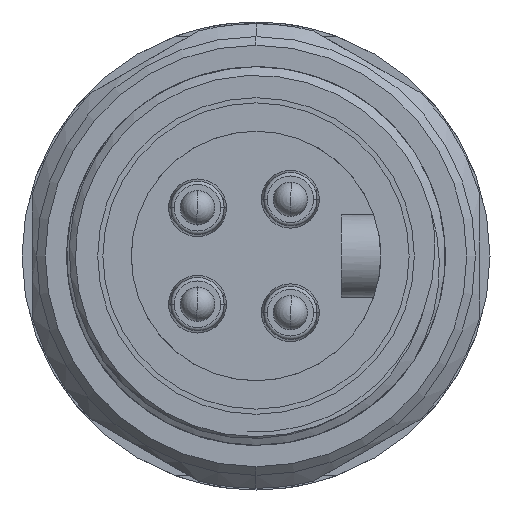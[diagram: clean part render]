
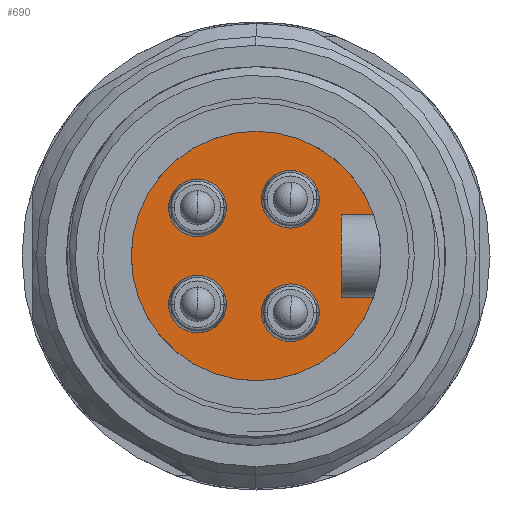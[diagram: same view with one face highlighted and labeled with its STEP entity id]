
A CAD part, left-side view. The second image highlights one B-rep face of the part: STEP entity #690.
In plain terms, the highlighted planar face has unit normal (-1, 0, 0).
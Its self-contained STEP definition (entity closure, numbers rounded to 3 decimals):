
#137=PLANE('',#2546);
#453=LINE('',#5091,#556);
#454=LINE('',#5098,#557);
#455=LINE('',#5100,#558);
#556=VECTOR('',#3056,1.);
#557=VECTOR('',#3061,1.);
#558=VECTOR('',#3062,1.);
#690=ADVANCED_FACE('',(#821,#822,#823,#824,#825),#137,.T.);
#821=FACE_BOUND('',#936,.T.);
#822=FACE_BOUND('',#937,.T.);
#823=FACE_BOUND('',#938,.T.);
#824=FACE_BOUND('',#939,.T.);
#825=FACE_BOUND('',#940,.T.);
#936=EDGE_LOOP('',(#1402,#1403,#1404,#1405,#1406));
#937=EDGE_LOOP('',(#1407,#1408));
#938=EDGE_LOOP('',(#1409,#1410));
#939=EDGE_LOOP('',(#1411,#1412));
#940=EDGE_LOOP('',(#1413,#1414));
#1402=ORIENTED_EDGE('',*,*,#2094,.F.);
#1403=ORIENTED_EDGE('',*,*,#2095,.T.);
#1404=ORIENTED_EDGE('',*,*,#2096,.T.);
#1405=ORIENTED_EDGE('',*,*,#2097,.F.);
#1406=ORIENTED_EDGE('',*,*,#2098,.F.);
#1407=ORIENTED_EDGE('',*,*,#2067,.F.);
#1408=ORIENTED_EDGE('',*,*,#2070,.F.);
#1409=ORIENTED_EDGE('',*,*,#2077,.F.);
#1410=ORIENTED_EDGE('',*,*,#2080,.F.);
#1411=ORIENTED_EDGE('',*,*,#2087,.F.);
#1412=ORIENTED_EDGE('',*,*,#2090,.F.);
#1413=ORIENTED_EDGE('',*,*,#2057,.F.);
#1414=ORIENTED_EDGE('',*,*,#2060,.F.);
#1785=VERTEX_POINT('',#5013);
#1787=VERTEX_POINT('',#5016);
#1791=VERTEX_POINT('',#5034);
#1793=VERTEX_POINT('',#5037);
#1797=VERTEX_POINT('',#5055);
#1799=VERTEX_POINT('',#5058);
#1803=VERTEX_POINT('',#5076);
#1805=VERTEX_POINT('',#5079);
#1807=VERTEX_POINT('',#5092);
#1808=VERTEX_POINT('',#5093);
#1809=VERTEX_POINT('',#5095);
#1810=VERTEX_POINT('',#5097);
#1811=VERTEX_POINT('',#5099);
#2057=EDGE_CURVE('',#1785,#1787,#2284,.T.);
#2060=EDGE_CURVE('',#1787,#1785,#2286,.T.);
#2067=EDGE_CURVE('',#1791,#1793,#2292,.T.);
#2070=EDGE_CURVE('',#1793,#1791,#2294,.T.);
#2077=EDGE_CURVE('',#1797,#1799,#2300,.T.);
#2080=EDGE_CURVE('',#1799,#1797,#2302,.T.);
#2087=EDGE_CURVE('',#1803,#1805,#2308,.T.);
#2090=EDGE_CURVE('',#1805,#1803,#2310,.T.);
#2094=EDGE_CURVE('',#1807,#1808,#453,.T.);
#2095=EDGE_CURVE('',#1807,#1809,#2314,.T.);
#2096=EDGE_CURVE('',#1809,#1810,#2315,.T.);
#2097=EDGE_CURVE('',#1811,#1810,#454,.T.);
#2098=EDGE_CURVE('',#1808,#1811,#455,.T.);
#2284=CIRCLE('',#2495,1.679);
#2286=CIRCLE('',#2498,1.679);
#2292=CIRCLE('',#2508,1.679);
#2294=CIRCLE('',#2511,1.679);
#2300=CIRCLE('',#2521,1.679);
#2302=CIRCLE('',#2524,1.679);
#2308=CIRCLE('',#2534,1.679);
#2310=CIRCLE('',#2537,1.679);
#2314=CIRCLE('',#2544,7.25);
#2315=CIRCLE('',#2545,7.25);
#2495=AXIS2_PLACEMENT_3D('',#5015,#2951,#2952);
#2498=AXIS2_PLACEMENT_3D('',#5021,#2958,#2959);
#2508=AXIS2_PLACEMENT_3D('',#5036,#2979,#2980);
#2511=AXIS2_PLACEMENT_3D('',#5042,#2986,#2987);
#2521=AXIS2_PLACEMENT_3D('',#5057,#3007,#3008);
#2524=AXIS2_PLACEMENT_3D('',#5063,#3014,#3015);
#2534=AXIS2_PLACEMENT_3D('',#5078,#3035,#3036);
#2537=AXIS2_PLACEMENT_3D('',#5084,#3042,#3043);
#2544=AXIS2_PLACEMENT_3D('',#5094,#3057,#3058);
#2545=AXIS2_PLACEMENT_3D('',#5096,#3059,#3060);
#2546=AXIS2_PLACEMENT_3D('',#5101,#3063,#3064);
#2951=DIRECTION('',(-1.,0.,0.));
#2952=DIRECTION('',(0.,0.,1.));
#2958=DIRECTION('',(-1.,0.,0.));
#2959=DIRECTION('',(0.,0.,1.));
#2979=DIRECTION('',(-1.,0.,0.));
#2980=DIRECTION('',(0.,0.,1.));
#2986=DIRECTION('',(-1.,0.,0.));
#2987=DIRECTION('',(0.,0.,1.));
#3007=DIRECTION('',(-1.,0.,0.));
#3008=DIRECTION('',(0.,0.,1.));
#3014=DIRECTION('',(-1.,0.,0.));
#3015=DIRECTION('',(0.,0.,1.));
#3035=DIRECTION('',(-1.,0.,0.));
#3036=DIRECTION('',(0.,0.,1.));
#3042=DIRECTION('',(-1.,0.,0.));
#3043=DIRECTION('',(0.,0.,1.));
#3056=DIRECTION('',(0.,1.,0.));
#3057=DIRECTION('',(-1.,0.,0.));
#3058=DIRECTION('',(0.,0.,1.));
#3059=DIRECTION('',(-1.,0.,0.));
#3060=DIRECTION('',(0.,0.,1.));
#3061=DIRECTION('',(0.,-1.,0.));
#3062=DIRECTION('',(0.,0.,-1.));
#3063=DIRECTION('',(-1.,0.,0.));
#3064=DIRECTION('',(0.,0.,1.));
#5013=CARTESIAN_POINT('',(-12.6,1.721,2.8));
#5015=CARTESIAN_POINT('',(-12.6,3.4,2.8));
#5016=CARTESIAN_POINT('',(-12.6,5.079,2.8));
#5021=CARTESIAN_POINT('',(-12.6,3.4,2.8));
#5034=CARTESIAN_POINT('',(-12.6,-3.679,-3.3));
#5036=CARTESIAN_POINT('',(-12.6,-2.,-3.3));
#5037=CARTESIAN_POINT('',(-12.6,-0.321,-3.3));
#5042=CARTESIAN_POINT('',(-12.6,-2.,-3.3));
#5055=CARTESIAN_POINT('',(-12.6,-3.679,3.3));
#5057=CARTESIAN_POINT('',(-12.6,-2.,3.3));
#5058=CARTESIAN_POINT('',(-12.6,-0.321,3.3));
#5063=CARTESIAN_POINT('',(-12.6,-2.,3.3));
#5076=CARTESIAN_POINT('',(-12.6,5.079,-2.8));
#5078=CARTESIAN_POINT('',(-12.6,3.4,-2.8));
#5079=CARTESIAN_POINT('',(-12.6,1.721,-2.8));
#5084=CARTESIAN_POINT('',(-12.6,3.4,-2.8));
#5091=CARTESIAN_POINT('',(-12.6,0.,2.4));
#5092=CARTESIAN_POINT('',(-12.6,-6.841,2.4));
#5093=CARTESIAN_POINT('',(-12.6,-4.95,2.4));
#5094=CARTESIAN_POINT('',(-12.6,0.,0.));
#5095=CARTESIAN_POINT('',(-12.6,0.,7.25));
#5096=CARTESIAN_POINT('',(-12.6,0.,0.));
#5097=CARTESIAN_POINT('',(-12.6,-6.841,-2.4));
#5098=CARTESIAN_POINT('',(-12.6,0.,-2.4));
#5099=CARTESIAN_POINT('',(-12.6,-4.95,-2.4));
#5100=CARTESIAN_POINT('',(-12.6,-4.95,0.));
#5101=CARTESIAN_POINT('',(-12.6,0.,0.));
